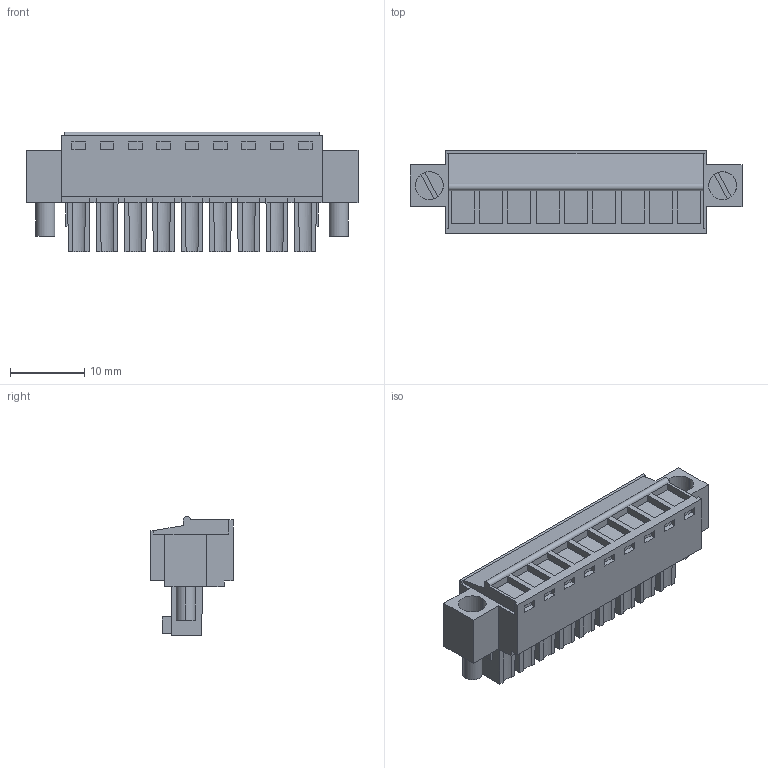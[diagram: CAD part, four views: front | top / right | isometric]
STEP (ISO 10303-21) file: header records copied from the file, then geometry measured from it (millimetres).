
FILE_DESCRIPTION(('CATIA V5 STEP','CAx-IF Rec.Pracs.--- Model Styling and Organization---1.2---2011-12-15'),'2;1');
FILE_NAME ('D1459735_0_1941080000_1941080000.stp','2017-04-14T13:28:12+00:00',('none'),('Weidmueller'),'CATIA Version 5-6 Release 2014','CATIA V5 STEP AP214','none');
FILE_SCHEMA(('AUTOMOTIVE_DESIGN { 1 0 10303 214 1 1 1 1 }'));
Length unit declared in the file: millimetre
Products named in the file (1): 1941080000
Bounding box: 44.68 x 11.1 x 16.1 mm (x, y, z)
Volume: 3906.8 mm3; surface area: 3840.6 mm2
Topology: 12 solids, 12 shells, 496 faces, 1243 edges, 820 vertices
Faces by surface type: plane 407, cylinder 89
Entity records: 13804 total; most frequent: CARTESIAN_POINT 2658, ORIENTED_EDGE 2486, DIRECTION 1846, EDGE_CURVE 1243, VECTOR 1003, LINE 1003, VERTEX_POINT 820, EDGE_LOOP 549
